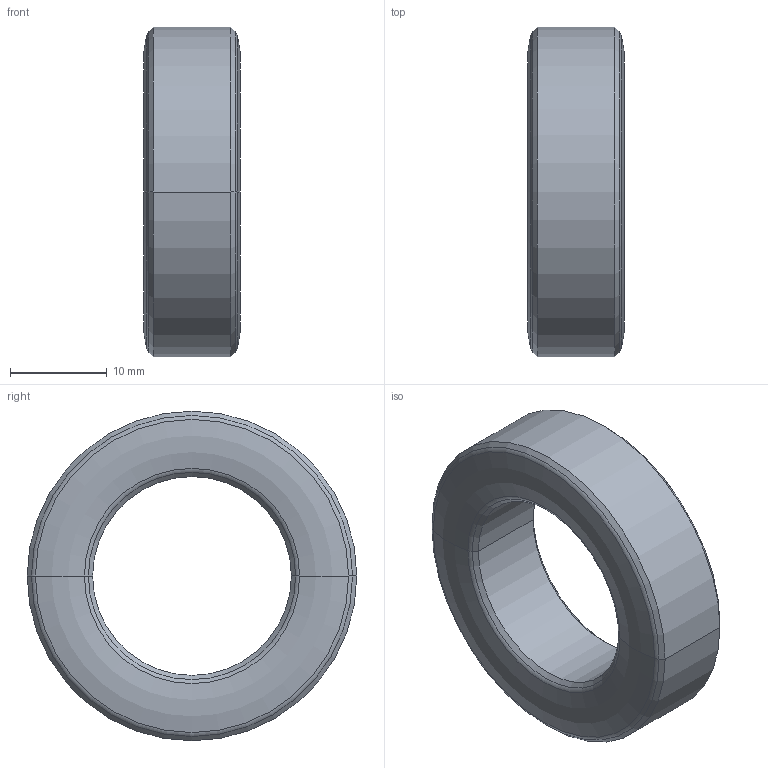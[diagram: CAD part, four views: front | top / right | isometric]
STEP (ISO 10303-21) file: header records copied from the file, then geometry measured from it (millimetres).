
FILE_DESCRIPTION((''),'2;1');
FILE_NAME('C61020-A0045-C010-03-7606','2018-06-11T',('ec7121'),(''),'PRO/ENGINEER BY PARAMETRIC TECHNOLOGY CORPORATION, 2014000','PRO/ENGINEER BY PARAMETRIC TECHNOLOGY CORPORATION, 2014000','');
FILE_SCHEMA(('CONFIG_CONTROL_DESIGN'));
Length unit declared in the file: millimetre
Products named in the file (1): C61020-A0045-C010-03-7606
Bounding box: 9.93 x 34 x 34 mm (x, y, z)
Volume: 5509.6 mm3; surface area: 2620.8 mm2
Topology: 1 solids, 1 shells, 24 faces, 48 edges, 24 vertices
Faces by surface type: torus 12, cone 8, cylinder 4
Entity records: 658 total; most frequent: DIRECTION 132, CARTESIAN_POINT 96, ORIENTED_EDGE 96, AXIS2_PLACEMENT_3D 60, EDGE_CURVE 48, CIRCLE 36, VERTEX_POINT 24, EDGE_LOOP 24
